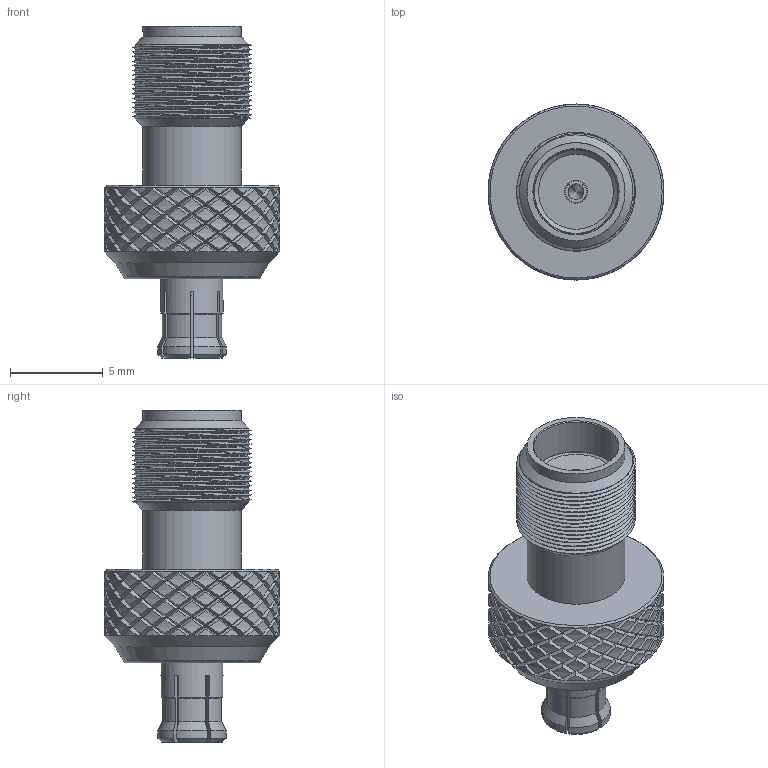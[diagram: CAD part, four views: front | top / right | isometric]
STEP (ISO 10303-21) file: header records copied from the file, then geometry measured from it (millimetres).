
FILE_DESCRIPTION(/* description */ ('Unknown'),/* implementation_level */ '2;1');
FILE_NAME(/* name */ '64403106231000',/* time_stamp */ '2024-03-19T09:08:41+01:00',/* author */ ('Unknown'),/* organization */ ('Unknown'),/* preprocessor_version */ 'ST-DEVELOPER v18.102',/* originating_system */ 'Solid Edge',/* authorisation */ 'Unknown');
FILE_SCHEMA (('AUTOMOTIVE_DESIGN {1 0 10303 214 3 1 1}'));
Length unit declared in the file: millimetre
Products named in the file (6): 64403106231000; 64403106231000_connector body; 64403106231000_insulator2; 64403106231000_insulator; 64403106231000_body; 64403106231000_center pin
Assembly tree (5 placements, depth 2):
  64403106231000
    64403106231000_connector body
    64403106231000_insulator2
    64403106231000_insulator
    64403106231000_body
    64403106231000_center pin
Bounding box: 9.5 x 9.5 x 17.93 mm (x, y, z)
Volume: 535.7 mm3; surface area: 1268.1 mm2
Topology: 5 solids, 5 shells, 1100 faces, 2461 edges, 1383 vertices
Faces by surface type: bspline 562, cylinder 276, plane 184, cone 74, torus 4
Full cylindrical faces by diameter (mm): 0.5 x1, 0.85 x1, 0.87 x1, 1 x1, 1.2 x1, 1.25 x1, 1.27 x2, 2 x1, 2.47 x1, 2.75 x1, 2.78 x1, 3.35 x1, 3.9 x1, 4 x1, 4.05 x3, 4.25 x1, 4.56 x1, 5.3 x2, 6.87 x1
Entity records: 37156 total; most frequent: CARTESIAN_POINT 19240, ORIENTED_EDGE 4808, EDGE_CURVE 2404, DIRECTION 2295, VERTEX_POINT 1366, FACE_BOUND 1160, EDGE_LOOP 1159, ADVANCED_FACE 1100
